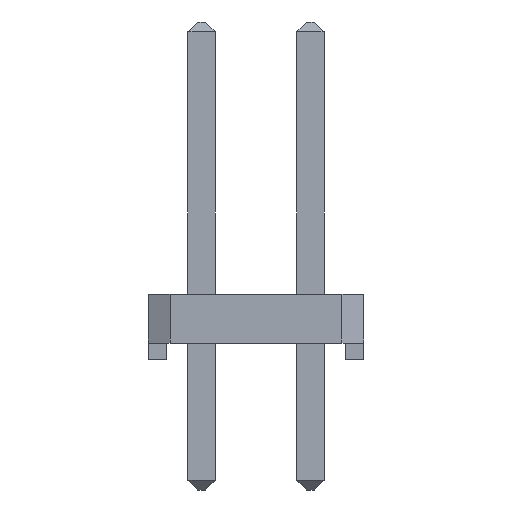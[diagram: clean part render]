
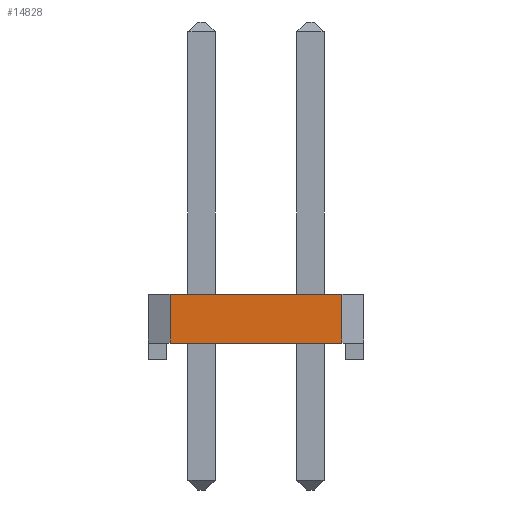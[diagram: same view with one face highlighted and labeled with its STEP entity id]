
A CAD part, left-side view. The second image highlights one B-rep face of the part: STEP entity #14828.
In plain terms, the highlighted planar face has unit normal (-1, 0, 0).
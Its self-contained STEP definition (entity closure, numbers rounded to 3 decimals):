
#14525=CARTESIAN_POINT('',(-15.24,-2.007,0.381));
#14526=VERTEX_POINT('',#14525);
#14533=CARTESIAN_POINT('',(-15.24,2.007,0.381));
#14534=VERTEX_POINT('',#14533);
#14535=CARTESIAN_POINT('',(-15.24,2.007,0.381));
#14536=DIRECTION('',(0.0,-1.0,0.0));
#14537=VECTOR('',#14536,4.013);
#14538=LINE('',#14535,#14537);
#14539=EDGE_CURVE('',#14534,#14526,#14538,.T.);
#14662=CARTESIAN_POINT('',(-15.24,-2.007,1.524));
#14663=VERTEX_POINT('',#14662);
#14670=CARTESIAN_POINT('',(-15.24,-2.007,1.524));
#14671=DIRECTION('',(0.0,0.0,-1.0));
#14672=VECTOR('',#14671,1.143);
#14673=LINE('',#14670,#14672);
#14674=EDGE_CURVE('',#14663,#14526,#14673,.T.);
#14794=CARTESIAN_POINT('',(-15.24,2.007,1.524));
#14795=VERTEX_POINT('',#14794);
#14796=CARTESIAN_POINT('',(-15.24,2.007,1.524));
#14797=DIRECTION('',(0.0,0.0,-1.0));
#14798=VECTOR('',#14797,1.143);
#14799=LINE('',#14796,#14798);
#14800=EDGE_CURVE('',#14795,#14534,#14799,.T.);
#14812=CARTESIAN_POINT('',(-15.24,2.007,1.524));
#14813=DIRECTION('',(-1.0,0.0,0.0));
#14814=DIRECTION('',(0.0,0.0,1.0));
#14815=AXIS2_PLACEMENT_3D('',#14812,#14813,#14814);
#14816=PLANE('',#14815);
#14817=ORIENTED_EDGE('',*,*,#14539,.T.);
#14818=ORIENTED_EDGE('',*,*,#14674,.F.);
#14819=CARTESIAN_POINT('',(-15.24,2.007,1.524));
#14820=DIRECTION('',(0.0,-1.0,0.0));
#14821=VECTOR('',#14820,4.013);
#14822=LINE('',#14819,#14821);
#14823=EDGE_CURVE('',#14795,#14663,#14822,.T.);
#14824=ORIENTED_EDGE('',*,*,#14823,.F.);
#14825=ORIENTED_EDGE('',*,*,#14800,.T.);
#14826=EDGE_LOOP('',(#14817,#14818,#14824,#14825));
#14827=FACE_OUTER_BOUND('',#14826,.T.);
#14828=ADVANCED_FACE('',(#14827),#14816,.T.);
